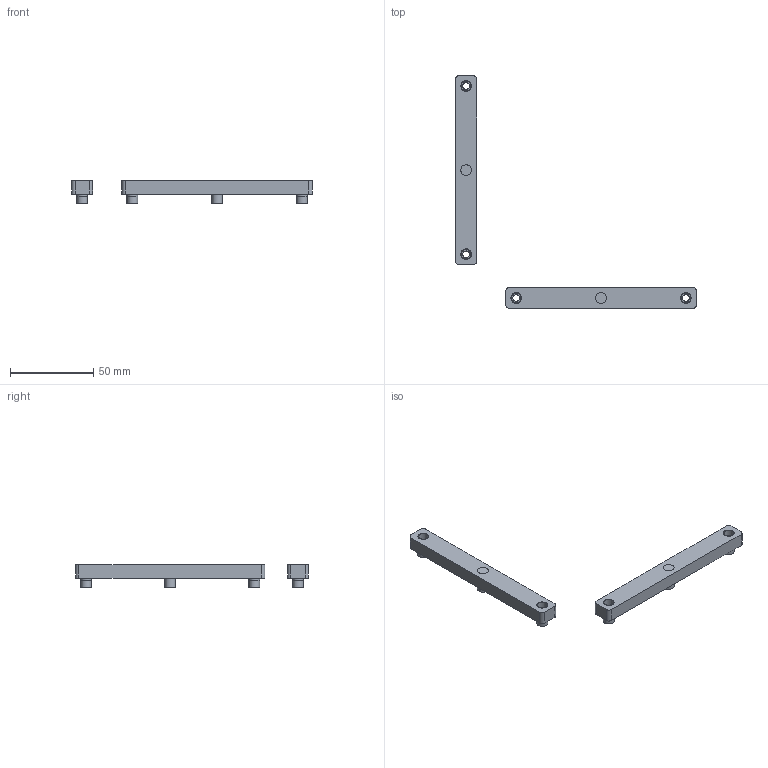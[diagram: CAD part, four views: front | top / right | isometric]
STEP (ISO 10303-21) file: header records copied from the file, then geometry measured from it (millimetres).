
FILE_DESCRIPTION(/* description */ ('STEP AP242','CAx-IF Rec.Pracs.---Representation and Presentation of Product Manufacturing Information (PMI)---4.0---2014-10-13','CAx-IF Rec.Pracs.---3D Tessellated Geometry---0.4---2014-09-14','2;1'),/* implementation_level */ '2;1');
FILE_NAME(/* name */ '648b6679d1f89e6a9f26d5b2',/* time_stamp */ '2023-06-15T19:28:58Z',/* author */ (''),/* organization */ (''),/* preprocessor_version */ 'ST-DEVELOPER v19.4',/* originating_system */ ' ',/* authorisation */ ' ');
FILE_SCHEMA (('AP242_MANAGED_MODEL_BASED_3D_ENGINEERING_MIM_LF { 1 0 10303 442 1 1 4 }'));
Length unit declared in the file: metre
Products named in the file (8): Peg vert; Peg horiz; Floor vert; Floor horiz
Bounding box: 144.14 x 139.48 x 13.5 mm (x, y, z)
Volume: 22592.3 mm3; surface area: 13075.9 mm2
Topology: 8 solids, 8 shells, 56 faces, 108 edges, 72 vertices
Faces by surface type: plane 28, cylinder 28
Full cylindrical faces by diameter (mm): 4 x4, 5.75 x4, 6.5 x12
Entity records: 1588 total; most frequent: DIRECTION 272, CARTESIAN_POINT 224, ORIENTED_EDGE 176, AXIS2_PLACEMENT_3D 120, EDGE_LOOP 100, FACE_BOUND 100, EDGE_CURVE 88, VERTEX_POINT 72
